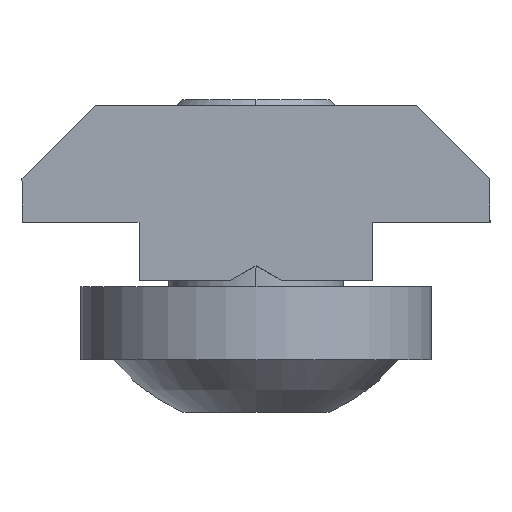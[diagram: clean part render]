
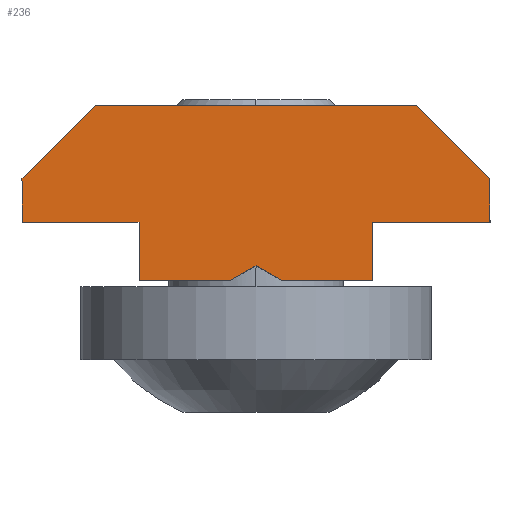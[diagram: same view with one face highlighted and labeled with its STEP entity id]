
A CAD part, left-side view. The second image highlights one B-rep face of the part: STEP entity #236.
In plain terms, the highlighted planar face has unit normal (-1, 0, 0).
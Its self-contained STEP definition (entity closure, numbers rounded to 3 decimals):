
#236=ADVANCED_FACE('',(#480),#481,.T.);
#480=FACE_OUTER_BOUND('',#723,.T.);
#481=PLANE('',#724);
#723=EDGE_LOOP('',(#1365,#1366,#1367,#1368,#1369,#1370,#1371,#1372,#1373,#1374,#1375,#1376,#1377));
#724=AXIS2_PLACEMENT_3D('',#1378,#1379,#1380);
#1365=ORIENTED_EDGE('',*,*,#1648,.T.);
#1366=ORIENTED_EDGE('',*,*,#1657,.T.);
#1367=ORIENTED_EDGE('',*,*,#1661,.T.);
#1368=ORIENTED_EDGE('',*,*,#1665,.T.);
#1369=ORIENTED_EDGE('',*,*,#1668,.T.);
#1370=ORIENTED_EDGE('',*,*,#1640,.T.);
#1371=ORIENTED_EDGE('',*,*,#1672,.T.);
#1372=ORIENTED_EDGE('',*,*,#1676,.T.);
#1373=ORIENTED_EDGE('',*,*,#1680,.T.);
#1374=ORIENTED_EDGE('',*,*,#1683,.T.);
#1375=ORIENTED_EDGE('',*,*,#1631,.T.);
#1376=ORIENTED_EDGE('',*,*,#1619,.T.);
#1377=ORIENTED_EDGE('',*,*,#1625,.T.);
#1378=CARTESIAN_POINT('',(-25.0,0.,3.305));
#1379=DIRECTION('',(-1.0,0.0,0.0));
#1380=DIRECTION('',(0.0,0.0,1.0));
#1619=EDGE_CURVE('',#1987,#1985,#1988,.T.);
#1625=EDGE_CURVE('',#1985,#1995,#1997,.T.);
#1631=EDGE_CURVE('',#2003,#1987,#2004,.T.);
#1640=EDGE_CURVE('',#2018,#2016,#2019,.T.);
#1648=EDGE_CURVE('',#1995,#2028,#2030,.T.);
#1657=EDGE_CURVE('',#2028,#2040,#2042,.T.);
#1661=EDGE_CURVE('',#2040,#2046,#2048,.T.);
#1665=EDGE_CURVE('',#2046,#2052,#2054,.T.);
#1668=EDGE_CURVE('',#2052,#2018,#2057,.T.);
#1672=EDGE_CURVE('',#2016,#2061,#2063,.T.);
#1676=EDGE_CURVE('',#2061,#2067,#2069,.T.);
#1680=EDGE_CURVE('',#2067,#2073,#2075,.T.);
#1683=EDGE_CURVE('',#2073,#2003,#2078,.T.);
#1985=VERTEX_POINT('',#2443);
#1987=VERTEX_POINT('',#2446);
#1988=LINE('',#2447,#2448);
#1995=VERTEX_POINT('',#2456);
#1997=LINE('',#2459,#2460);
#2003=VERTEX_POINT('',#2466);
#2004=LINE('',#2467,#2468);
#2016=VERTEX_POINT('',#2484);
#2018=VERTEX_POINT('',#2487);
#2019=LINE('',#2488,#2489);
#2028=VERTEX_POINT('',#2501);
#2030=LINE('',#2504,#2505);
#2040=VERTEX_POINT('',#2519);
#2042=LINE('',#2522,#2523);
#2046=VERTEX_POINT('',#2528);
#2048=LINE('',#2531,#2532);
#2052=VERTEX_POINT('',#2537);
#2054=LINE('',#2540,#2541);
#2057=LINE('',#2545,#2546);
#2061=VERTEX_POINT('',#2551);
#2063=LINE('',#2554,#2555);
#2067=VERTEX_POINT('',#2560);
#2069=LINE('',#2563,#2564);
#2073=VERTEX_POINT('',#2569);
#2075=LINE('',#2572,#2573);
#2078=LINE('',#2577,#2578);
#2443=CARTESIAN_POINT('',(-25.0,0.,0.72));
#2446=CARTESIAN_POINT('',(-25.0,0.9,0.2));
#2447=CARTESIAN_POINT('',(-25.0,0.9,0.2));
#2448=VECTOR('',#2884,1.039);
#2456=CARTESIAN_POINT('',(-25.0,-0.9,0.2));
#2459=CARTESIAN_POINT('',(-25.0,0.,0.72));
#2460=VECTOR('',#2893,1.039);
#2466=CARTESIAN_POINT('',(-25.0,4.,0.2));
#2467=CARTESIAN_POINT('',(-25.0,4.,0.2));
#2468=VECTOR('',#2900,3.1);
#2484=CARTESIAN_POINT('',(-25.0,5.5,6.2));
#2487=CARTESIAN_POINT('',(-25.0,-5.5,6.2));
#2488=CARTESIAN_POINT('',(-25.0,-5.5,6.2));
#2489=VECTOR('',#2909,11.0);
#2501=CARTESIAN_POINT('',(-25.0,-4.0,0.2));
#2504=CARTESIAN_POINT('',(-25.0,-0.9,0.2));
#2505=VECTOR('',#2917,3.1);
#2519=CARTESIAN_POINT('',(-25.0,-4.,2.2));
#2522=CARTESIAN_POINT('',(-25.0,-4.0,0.2));
#2523=VECTOR('',#2923,2.0);
#2528=CARTESIAN_POINT('',(-25.0,-8.,2.2));
#2531=CARTESIAN_POINT('',(-25.0,-4.,2.2));
#2532=VECTOR('',#2926,4.);
#2537=CARTESIAN_POINT('',(-25.0,-8.,3.7));
#2540=CARTESIAN_POINT('',(-25.0,-8.,2.2));
#2541=VECTOR('',#2929,1.5);
#2545=CARTESIAN_POINT('',(-25.0,-8.,3.7));
#2546=VECTOR('',#2931,3.536);
#2551=CARTESIAN_POINT('',(-25.0,8.0,3.7));
#2554=CARTESIAN_POINT('',(-25.0,5.5,6.2));
#2555=VECTOR('',#2934,3.536);
#2560=CARTESIAN_POINT('',(-25.0,8.,2.2));
#2563=CARTESIAN_POINT('',(-25.0,8.0,3.7));
#2564=VECTOR('',#2937,1.5);
#2569=CARTESIAN_POINT('',(-25.0,4.,2.2));
#2572=CARTESIAN_POINT('',(-25.0,8.,2.2));
#2573=VECTOR('',#2940,4.0);
#2577=CARTESIAN_POINT('',(-25.0,4.,2.2));
#2578=VECTOR('',#2942,2.0);
#2884=DIRECTION('',(0.0,-0.866,0.5));
#2893=DIRECTION('',(0.0,-0.866,-0.5));
#2900=DIRECTION('',(0.0,-1.0,0.0));
#2909=DIRECTION('',(0.0,1.0,0.0));
#2917=DIRECTION('',(0.0,-1.0,0.0));
#2923=DIRECTION('',(0.0,0.0,1.0));
#2926=DIRECTION('',(0.0,-1.0,0.0));
#2929=DIRECTION('',(0.0,0.0,1.0));
#2931=DIRECTION('',(0.0,0.707,0.707));
#2934=DIRECTION('',(0.0,0.707,-0.707));
#2937=DIRECTION('',(0.0,0.0,-1.0));
#2940=DIRECTION('',(0.0,-1.0,0.0));
#2942=DIRECTION('',(0.0,0.0,-1.0));
